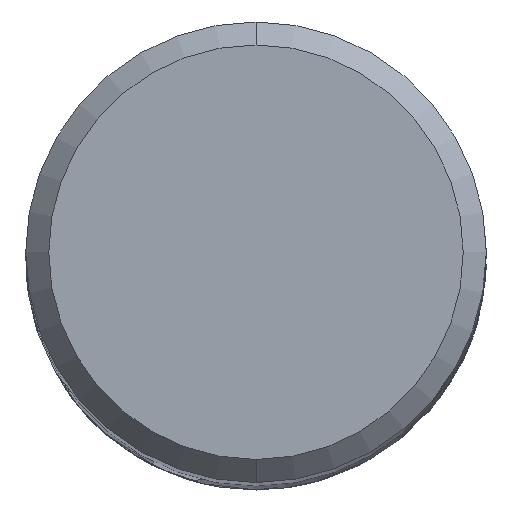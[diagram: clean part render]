
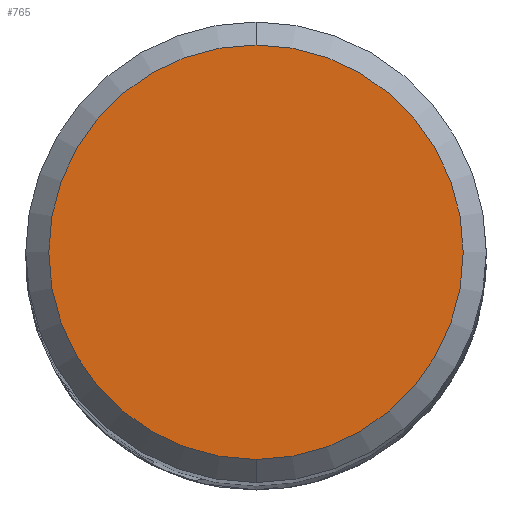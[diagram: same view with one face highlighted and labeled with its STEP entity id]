
A CAD part, top view. The second image highlights one B-rep face of the part: STEP entity #765.
In plain terms, the highlighted planar face has unit normal (0, 0, 1).
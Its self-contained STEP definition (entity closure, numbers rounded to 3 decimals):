
#653=VERTEX_POINT('',#1549);
#765=ADVANCED_FACE('',(#1675),#1676,.T.);
#985=EDGE_CURVE('',#1059,#653,#1915,.T.);
#1059=VERTEX_POINT('',#1993);
#1079=EDGE_CURVE('',#653,#1059,#2014,.T.);
#1549=CARTESIAN_POINT('',(0.,-4.5,0.0));
#1675=FACE_OUTER_BOUND('',#6750,.T.);
#1676=PLANE('',#6751);
#1915=CIRCLE('',#8585,4.5);
#1993=CARTESIAN_POINT('',(0.0,4.5,0.0));
#2014=CIRCLE('',#9210,4.5);
#6750=EDGE_LOOP('',(#13211,#13212));
#6751=AXIS2_PLACEMENT_3D('',#13213,#13214,#13215);
#8585=AXIS2_PLACEMENT_3D('',#13475,#13476,#13477);
#9210=AXIS2_PLACEMENT_3D('',#13555,#13556,#13557);
#13211=ORIENTED_EDGE('',*,*,#985,.F.);
#13212=ORIENTED_EDGE('',*,*,#1079,.F.);
#13213=CARTESIAN_POINT('',(0.0,2.25,0.0));
#13214=DIRECTION('',(-0.0,0.0,1.0));
#13215=DIRECTION('',(0.0,-1.0,0.0));
#13475=CARTESIAN_POINT('',(0.0,0.0,0.0));
#13476=DIRECTION('',(0.0,0.0,-1.0));
#13477=DIRECTION('',(0.0,1.0,0.0));
#13555=CARTESIAN_POINT('',(0.0,0.0,0.0));
#13556=DIRECTION('',(0.0,0.0,-1.0));
#13557=DIRECTION('',(0.0,1.0,0.0));
